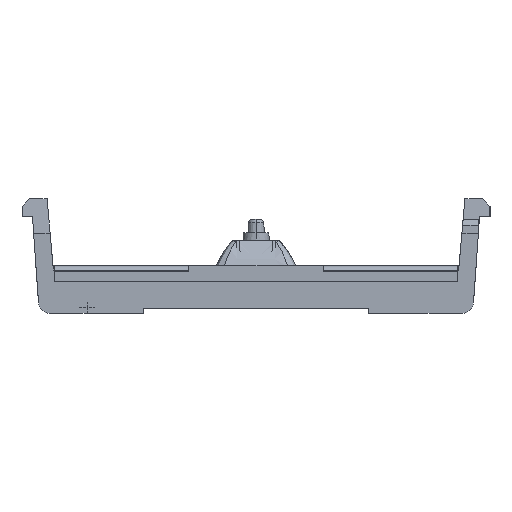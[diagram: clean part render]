
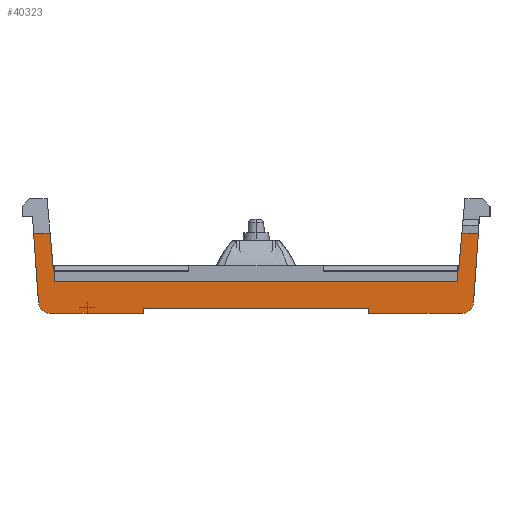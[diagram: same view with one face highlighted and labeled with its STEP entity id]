
A CAD part, left-side view. The second image highlights one B-rep face of the part: STEP entity #40323.
In plain terms, the highlighted planar face has unit normal (-1, 0, 0).
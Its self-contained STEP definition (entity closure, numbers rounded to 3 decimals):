
#7955=DIRECTION('',(0.,-1.,0.));
#7956=VECTOR('',#7955,19.997);
#7957=CARTESIAN_POINT('',(-140.962,9.999,2.245));
#7958=LINE('',#7957,#7956);
#7959=DIRECTION('',(0.,-0.087,0.996));
#7960=VECTOR('',#7959,0.474);
#7961=CARTESIAN_POINT('',(-140.962,10.04,1.773));
#7962=LINE('',#7961,#7960);
#7971=CARTESIAN_POINT('',(-140.962,18.409,2.777));
#7972=DIRECTION('',(1.,0.,0.));
#7973=DIRECTION('',(0.,0.,-1.));
#7974=AXIS2_PLACEMENT_3D('',#7971,#7972,#7973);
#7976=DIRECTION('',(0.,0.07,0.998));
#7977=VECTOR('',#7976,6.21);
#7978=CARTESIAN_POINT('',(-140.962,19.411,2.707));
#7979=LINE('',#7978,#7977);
#7980=DIRECTION('',(0.,-0.087,-0.996));
#7981=VECTOR('',#7980,2.901);
#7982=CARTESIAN_POINT('',(-140.962,18.372,8.902));
#7983=LINE('',#7982,#7981);
#7984=DIRECTION('',(0.,0.,-1.));
#7985=VECTOR('',#7984,1.377);
#7986=CARTESIAN_POINT('',(-140.962,17.99,6.012));
#7987=LINE('',#7986,#7985);
#7988=DIRECTION('',(0.,-0.087,0.996));
#7989=VECTOR('',#7988,2.901);
#7990=CARTESIAN_POINT('',(-140.962,-18.12,6.012));
#7991=LINE('',#7990,#7989);
#7992=DIRECTION('',(0.,0.07,-0.998));
#7993=VECTOR('',#7992,6.21);
#7994=CARTESIAN_POINT('',(-140.962,-19.844,8.902));
#7995=LINE('',#7994,#7993);
#7996=CARTESIAN_POINT('',(-140.962,-18.409,2.777));
#7997=DIRECTION('',(1.,0.,0.));
#7998=DIRECTION('',(0.,-0.998,-0.07));
#7999=AXIS2_PLACEMENT_3D('',#7996,#7997,#7998);
#8001=DIRECTION('',(0.,0.087,0.996));
#8002=VECTOR('',#8001,0.474);
#8003=CARTESIAN_POINT('',(-140.962,-10.04,1.773));
#8004=LINE('',#8003,#8002);
#8009=DIRECTION('',(0.,-1.,0.));
#8010=VECTOR('',#8009,8.369);
#8011=CARTESIAN_POINT('',(-140.962,18.409,1.773));
#8012=LINE('',#8011,#8010);
#14197=DIRECTION('',(0.,1.,0.));
#14198=VECTOR('',#14197,0.129);
#14199=CARTESIAN_POINT('',(-140.962,-18.12,6.012));
#14200=LINE('',#14199,#14198);
#14581=DIRECTION('',(0.,1.,0.));
#14582=VECTOR('',#14581,1.472);
#14583=CARTESIAN_POINT('',(-140.962,-19.844,8.902));
#14584=LINE('',#14583,#14582);
#14725=DIRECTION('',(0.,-1.,0.));
#14726=VECTOR('',#14725,8.369);
#14727=CARTESIAN_POINT('',(-140.962,-10.04,1.773));
#14728=LINE('',#14727,#14726);
#14753=DIRECTION('',(0.,0.,-1.));
#14754=VECTOR('',#14753,1.377);
#14755=CARTESIAN_POINT('',(-140.962,-17.99,6.012));
#14756=LINE('',#14755,#14754);
#14766=DIRECTION('',(0.,1.,0.));
#14767=VECTOR('',#14766,35.981);
#14768=CARTESIAN_POINT('',(-140.962,-17.99,4.635));
#14769=LINE('',#14768,#14767);
#14807=DIRECTION('',(0.,1.,0.));
#14808=VECTOR('',#14807,0.129);
#14809=CARTESIAN_POINT('',(-140.962,17.99,6.012));
#14810=LINE('',#14809,#14808);
#14904=DIRECTION('',(0.,1.,0.));
#14905=VECTOR('',#14904,1.472);
#14906=CARTESIAN_POINT('',(-140.962,18.372,8.902));
#14907=LINE('',#14906,#14905);
#29873=CARTESIAN_POINT('',(-140.962,9.999,2.245));
#29874=VERTEX_POINT('',#29873);
#29875=CARTESIAN_POINT('',(-140.962,-9.999,2.245));
#29876=VERTEX_POINT('',#29875);
#29877=CARTESIAN_POINT('',(-140.962,10.04,1.773));
#29878=VERTEX_POINT('',#29877);
#29879=CARTESIAN_POINT('',(-140.962,18.409,1.773));
#29880=VERTEX_POINT('',#29879);
#29881=CARTESIAN_POINT('',(-140.962,19.411,2.707));
#29882=VERTEX_POINT('',#29881);
#29883=CARTESIAN_POINT('',(-140.962,19.844,8.902));
#29884=VERTEX_POINT('',#29883);
#29885=CARTESIAN_POINT('',(-140.962,18.372,8.902));
#29886=VERTEX_POINT('',#29885);
#29887=CARTESIAN_POINT('',(-140.962,18.12,6.012));
#29888=VERTEX_POINT('',#29887);
#29889=CARTESIAN_POINT('',(-140.962,17.99,6.012));
#29890=VERTEX_POINT('',#29889);
#29891=CARTESIAN_POINT('',(-140.962,17.99,4.635));
#29892=VERTEX_POINT('',#29891);
#29893=CARTESIAN_POINT('',(-140.962,-17.99,4.635));
#29894=VERTEX_POINT('',#29893);
#29895=CARTESIAN_POINT('',(-140.962,-17.99,6.012));
#29896=VERTEX_POINT('',#29895);
#29897=CARTESIAN_POINT('',(-140.962,-18.12,6.012));
#29898=VERTEX_POINT('',#29897);
#29899=CARTESIAN_POINT('',(-140.962,-18.372,8.902));
#29900=VERTEX_POINT('',#29899);
#29901=CARTESIAN_POINT('',(-140.962,-19.844,8.902));
#29902=VERTEX_POINT('',#29901);
#29903=CARTESIAN_POINT('',(-140.962,-19.411,2.707));
#29904=VERTEX_POINT('',#29903);
#29905=CARTESIAN_POINT('',(-140.962,-18.409,1.773));
#29906=VERTEX_POINT('',#29905);
#29907=CARTESIAN_POINT('',(-140.962,-10.04,1.773));
#29908=VERTEX_POINT('',#29907);
#40282=CARTESIAN_POINT('',(-140.962,36.541,-83.355));
#40283=DIRECTION('',(-1.,0.,0.));
#40284=DIRECTION('',(0.,0.,1.));
#40285=AXIS2_PLACEMENT_3D('',#40282,#40283,#40284);
#40286=PLANE('',#40285);
#40287=ORIENTED_EDGE('',*,*,#40261,.F.);
#40288=ORIENTED_EDGE('',*,*,#40273,.F.);
#40290=ORIENTED_EDGE('',*,*,#40289,.F.);
#40292=ORIENTED_EDGE('',*,*,#40291,.T.);
#40294=ORIENTED_EDGE('',*,*,#40293,.T.);
#40296=ORIENTED_EDGE('',*,*,#40295,.F.);
#40298=ORIENTED_EDGE('',*,*,#40297,.T.);
#40300=ORIENTED_EDGE('',*,*,#40299,.F.);
#40302=ORIENTED_EDGE('',*,*,#40301,.T.);
#40304=ORIENTED_EDGE('',*,*,#40303,.F.);
#40306=ORIENTED_EDGE('',*,*,#40305,.F.);
#40308=ORIENTED_EDGE('',*,*,#40307,.F.);
#40310=ORIENTED_EDGE('',*,*,#40309,.T.);
#40312=ORIENTED_EDGE('',*,*,#40311,.F.);
#40314=ORIENTED_EDGE('',*,*,#40313,.T.);
#40316=ORIENTED_EDGE('',*,*,#40315,.T.);
#40318=ORIENTED_EDGE('',*,*,#40317,.F.);
#40320=ORIENTED_EDGE('',*,*,#40319,.T.);
#40321=EDGE_LOOP('',(#40287,#40288,#40290,#40292,#40294,#40296,#40298,#40300,
#40302,#40304,#40306,#40308,#40310,#40312,#40314,#40316,#40318,#40320));
#40322=FACE_OUTER_BOUND('',#40321,.F.);
#40323=ADVANCED_FACE('',(#40322),#40286,.T.);
#7975=CIRCLE('',#7974,1.004);
#8000=CIRCLE('',#7999,1.004);
#40261=EDGE_CURVE('',#29874,#29876,#7958,.T.);
#40273=EDGE_CURVE('',#29878,#29874,#7962,.T.);
#40289=EDGE_CURVE('',#29880,#29878,#8012,.T.);
#40291=EDGE_CURVE('',#29880,#29882,#7975,.T.);
#40293=EDGE_CURVE('',#29882,#29884,#7979,.T.);
#40295=EDGE_CURVE('',#29886,#29884,#14907,.T.);
#40297=EDGE_CURVE('',#29886,#29888,#7983,.T.);
#40299=EDGE_CURVE('',#29890,#29888,#14810,.T.);
#40301=EDGE_CURVE('',#29890,#29892,#7987,.T.);
#40303=EDGE_CURVE('',#29894,#29892,#14769,.T.);
#40305=EDGE_CURVE('',#29896,#29894,#14756,.T.);
#40307=EDGE_CURVE('',#29898,#29896,#14200,.T.);
#40309=EDGE_CURVE('',#29898,#29900,#7991,.T.);
#40311=EDGE_CURVE('',#29902,#29900,#14584,.T.);
#40313=EDGE_CURVE('',#29902,#29904,#7995,.T.);
#40315=EDGE_CURVE('',#29904,#29906,#8000,.T.);
#40317=EDGE_CURVE('',#29908,#29906,#14728,.T.);
#40319=EDGE_CURVE('',#29908,#29876,#8004,.T.);
